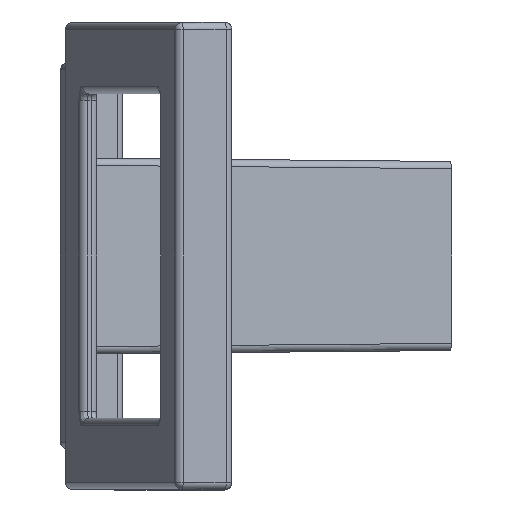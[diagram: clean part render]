
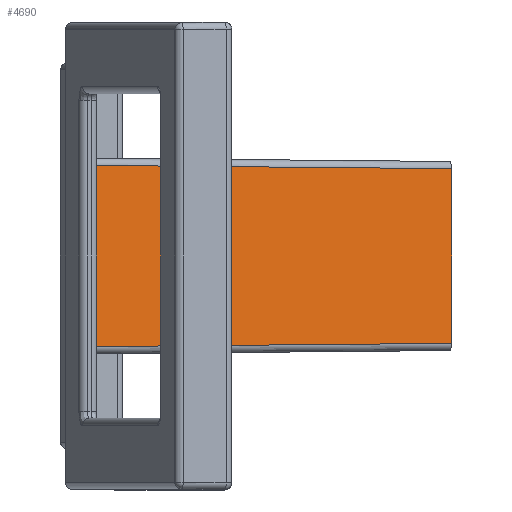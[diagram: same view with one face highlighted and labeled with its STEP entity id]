
A CAD part, left-side view. The second image highlights one B-rep face of the part: STEP entity #4690.
In plain terms, the highlighted face is planar.
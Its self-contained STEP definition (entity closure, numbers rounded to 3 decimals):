
#4300=CARTESIAN_POINT('',(148.846,293.551,
-97.148));
#4310=DIRECTION('',(0.,-1.,
-0.017));
#4320=DIRECTION('',(-1.,0.,0.));
#4330=AXIS2_PLACEMENT_3D('',#4300,#4310,#4320);
#4340=PLANE('',#4330);
#4350=CARTESIAN_POINT('',(148.828,292.973,
-64.034));
#4360=DIRECTION('',(0.009,-0.017,
1.));
#4370=VECTOR('',#4360,1.);
#4380=LINE('',#4350,#4370);
#4390=CARTESIAN_POINT('',(148.539,293.551,
-97.148));
#4400=VERTEX_POINT('',#4390);
#4410=CARTESIAN_POINT('',(148.896,292.837,
-56.248));
#4420=VERTEX_POINT('',#4410);
#4430=EDGE_CURVE('',#4400,#4420,#4380,.T.);
#4440=ORIENTED_EDGE('',*,*,#4430,.T.);
#4450=CARTESIAN_POINT('',(148.846,293.551,
-97.148));
#4460=DIRECTION('',(1.,0.,0.));
#4470=VECTOR('',#4460,1.);
#4480=LINE('',#4450,#4470);
#4490=CARTESIAN_POINT('',(168.653,293.551,
-97.148));
#4500=VERTEX_POINT('',#4490);
#4510=EDGE_CURVE('',#4400,#4500,#4480,.T.);
#4520=ORIENTED_EDGE('',*,*,#4510,.F.);
#4530=CARTESIAN_POINT('',(168.364,292.973,
-64.034));
#4540=DIRECTION('',(-0.009,-0.017,
1.));
#4550=VECTOR('',#4540,1.);
#4560=LINE('',#4530,#4550);
#4570=CARTESIAN_POINT('',(168.296,292.837,
-56.248));
#4580=VERTEX_POINT('',#4570);
#4590=EDGE_CURVE('',#4500,#4580,#4560,.T.);
#4600=ORIENTED_EDGE('',*,*,#4590,.F.);
#4610=CARTESIAN_POINT('',(148.846,292.837,
-56.248));
#4620=DIRECTION('',(1.,0.,0.));
#4630=VECTOR('',#4620,1.);
#4640=LINE('',#4610,#4630);
#4650=EDGE_CURVE('',#4420,#4580,#4640,.T.);
#4660=ORIENTED_EDGE('',*,*,#4650,.T.);
#4670=EDGE_LOOP('',(#4660,#4600,#4520,#4440));
#4680=FACE_OUTER_BOUND('',#4670,.T.);
#4690=ADVANCED_FACE('',(#4680),#4340,.F.);
